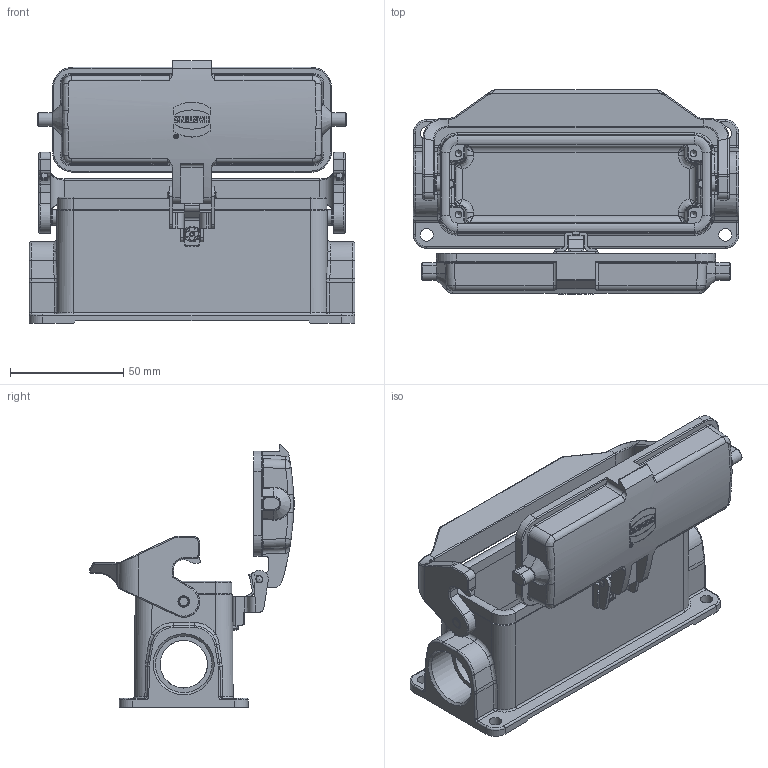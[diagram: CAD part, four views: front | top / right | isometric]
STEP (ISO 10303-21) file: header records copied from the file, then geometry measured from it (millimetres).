
FILE_DESCRIPTION(/* description */ (''),/* implementation_level */ '2;1');
FILE_NAME(/* name */ '100094908ugm000_d.stp',/* time_stamp */ '2017-11-03T16:30:04+01:00',/* author */ (''),/* organization */ (''),/* preprocessor_version */ 'ST-DEVELOPER v16',/* originating_system */ 'SIEMENS PLM Software NX 10.0',/* authorisation */ '');
FILE_SCHEMA (('AUTOMOTIVE_DESIGN { 1 0 10303 214 3 1 1 1 }'));
Length unit declared in the file: millimetre
Products named in the file (1): 100094908ugm000_d
Bounding box: 144 x 90.29 x 116.08 mm (x, y, z)
Volume: 152691.2 mm3; surface area: 86588.9 mm2
Topology: 3 solids, 3 shells, 1038 faces, 3303 edges, 2880 vertices
Faces by surface type: plane 362, cylinder 335, bspline 234, torus 50, cone 35, extrusion 16, sphere 6
Full cylindrical faces by diameter (mm): 2.95 x2, 3 x6, 3.05 x1, 4 x3, 4.8 x2, 5.1 x2, 5.6 x4, 7 x3, 21 x2, 25 x2
Entity records: 47364 total; most frequent: CARTESIAN_POINT 15110, ORIENTED_EDGE 5178, DIRECTION 4680, EDGE_CURVE 2589, AXIS2_PLACEMENT_3D 1654, VERTEX_POINT 1644, VECTOR 1372, LINE 1356
